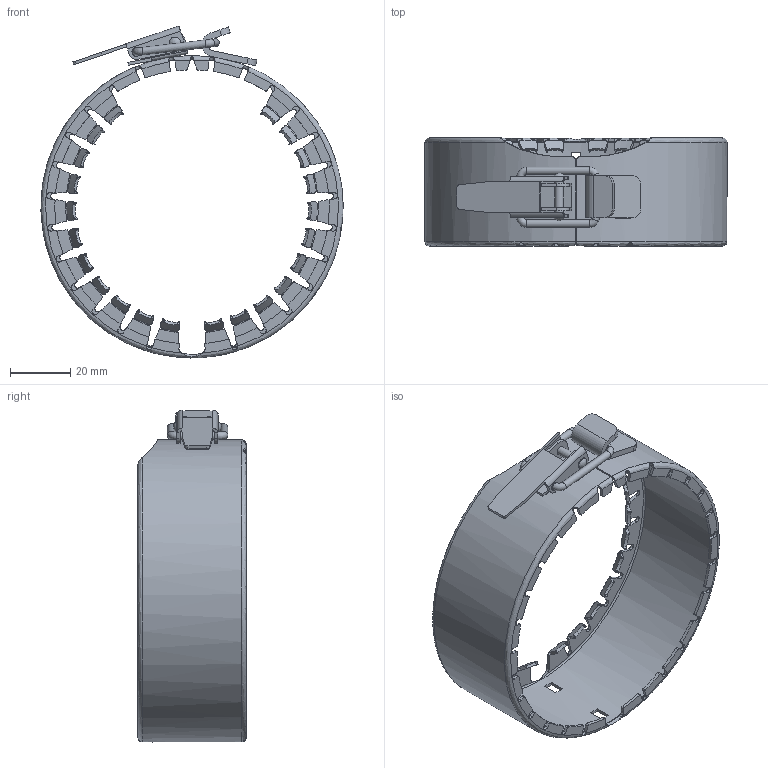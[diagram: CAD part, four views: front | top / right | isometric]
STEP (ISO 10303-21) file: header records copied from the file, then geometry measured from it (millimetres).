
FILE_DESCRIPTION(/* description */ ('STEP AP214'),/* implementation_level */ '2;1');
FILE_NAME(/* name */ '881515z.stp',/* time_stamp */ '2025-04-01T11:09:24+02:00',/* author */ ('corinna'),/* organization */ (''),/* preprocessor_version */ 'ST-DEVELOPER v20',/* originating_system */ 'Autodesk Inventor 2024',/* authorisation */ '');
FILE_SCHEMA (('AUTOMOTIVE_DESIGN { 1 0 10303 214 3 1 1 }'));
Products named in the file (1): 881515z
Bounding box: 99.9 x 35.81 x 109.78 mm (x, y, z)
Volume: 15494.9 mm3; surface area: 31731.3 mm2
Topology: 6 solids, 6 shells, 1340 faces, 3803 edges, 2477 vertices
Faces by surface type: bspline 1102, plane 128, cylinder 101, torus 7, sphere 2
Full cylindrical faces by diameter (mm): 2.5 x4, 2.8 x1, 3 x8
Entity records: 86204 total; most frequent: CARTESIAN_POINT 56953, ORIENTED_EDGE 7606, EDGE_CURVE 3803, DIRECTION 3577, VERTEX_POINT 2477, B_SPLINE_CURVE_WITH_KNOTS 1532, LINE 1443, VECTOR 1443
